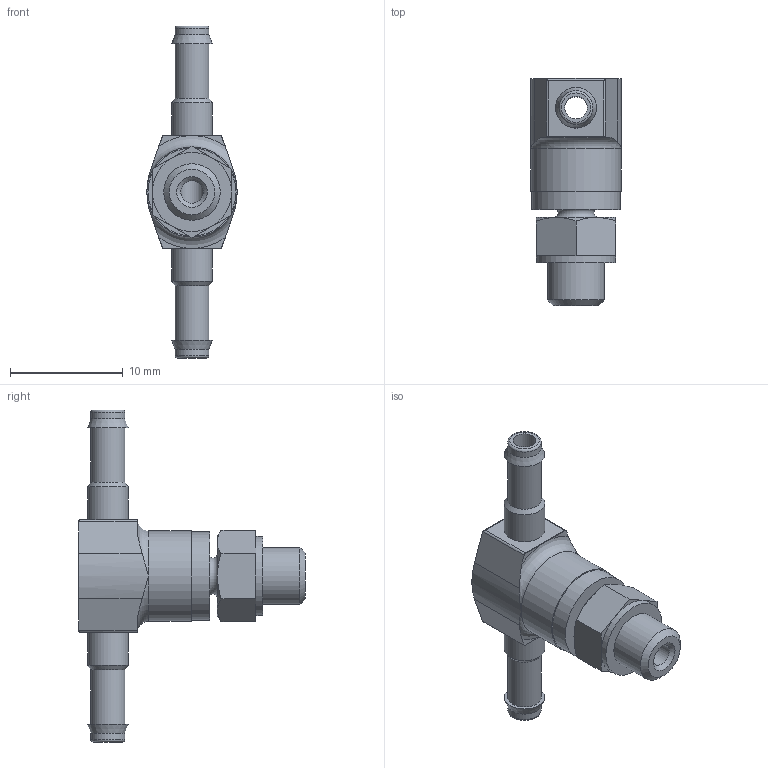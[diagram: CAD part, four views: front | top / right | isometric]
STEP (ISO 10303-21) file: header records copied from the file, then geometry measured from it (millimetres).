
FILE_DESCRIPTION(/* description */ ('STEP AP214'),/* implementation_level */ '2;1');
FILE_NAME(/* name */ '12259_TCN-M5-PK-3',/* time_stamp */ '2024-09-15T15:33:09+02:00',/* author */ ('License CC BY-ND 4.0'),/* organization */ ('CADENAS'),/* preprocessor_version */ 'ST-DEVELOPER v19.3',/* originating_system */ 'PARTsolutions',/* authorisation */ ' ');
FILE_SCHEMA (('AUTOMOTIVE_DESIGN {1 0 10303 214 3 1 1}'));
Length unit declared in the file: millimetre
Products named in the file (1): 12259 TCN-M5-PK-3
Bounding box: 8 x 20.1 x 29.4 mm (x, y, z)
Volume: 937.7 mm3; surface area: 1147.6 mm2
Topology: 1 solids, 1 shells, 72 faces, 165 edges, 102 vertices
Faces by surface type: plane 32, cylinder 22, cone 13, torus 5
Full cylindrical faces by diameter (mm): 2 x2, 3 x4, 3.6 x2, 5 x1, 7 x1, 7.8 x1, 8 x1
Entity records: 1934 total; most frequent: CARTESIAN_POINT 375, DIRECTION 330, ORIENTED_EDGE 276, AXIS2_PLACEMENT_3D 141, EDGE_CURVE 138, EDGE_LOOP 106, FACE_BOUND 106, VERTEX_POINT 98
